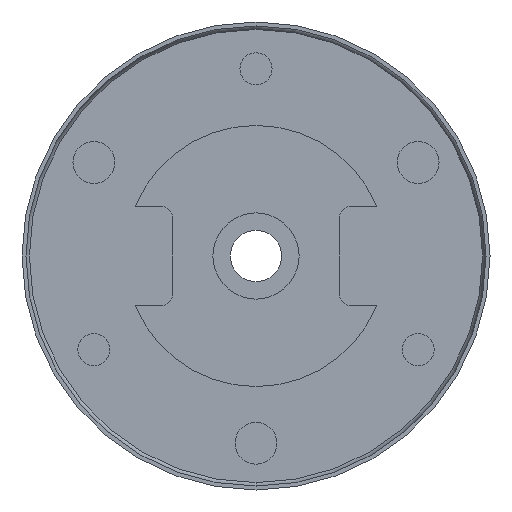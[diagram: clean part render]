
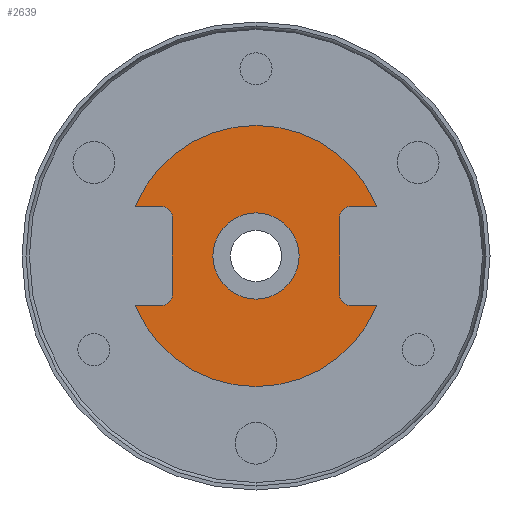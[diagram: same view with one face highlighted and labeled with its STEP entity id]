
A CAD part, front view. The second image highlights one B-rep face of the part: STEP entity #2639.
In plain terms, the highlighted planar face has unit normal (0, -1, 0).
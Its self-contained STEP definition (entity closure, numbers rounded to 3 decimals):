
#10 = AXIS2_PLACEMENT_3D ( 'NONE', #2428, #1909, #561 ) ;
#59 = CARTESIAN_POINT ( 'NONE',  ( 19., 1.5, -10. ) ) ;
#96 = CIRCLE ( 'NONE', #2912, 2. ) ;
#200 = EDGE_CURVE ( 'NONE', #3416, #2502, #3156, .T. ) ;
#223 = CARTESIAN_POINT ( 'NONE',  ( -19., 1.5, 10. ) ) ;
#225 = LINE ( 'NONE', #59, #1005 ) ;
#285 = DIRECTION ( 'NONE',  ( 1., 0., 0. ) ) ;
#287 = CARTESIAN_POINT ( 'NONE',  ( -24.541, 1.5, -10. ) ) ;
#295 = EDGE_LOOP ( 'NONE', ( #458, #3123, #2069, #3444, #1086, #572, #3419, #832, #2773, #945, #1741, #2787, #3460 ) ) ;
#320 = CIRCLE ( 'NONE', #10, 26.5 ) ;
#349 = DIRECTION ( 'NONE',  ( 0., 0., -1. ) ) ;
#359 = CARTESIAN_POINT ( 'NONE',  ( 0., 1.5, 8.75 ) ) ;
#429 = EDGE_CURVE ( 'NONE', #3468, #2954, #1975, .T. ) ;
#458 = ORIENTED_EDGE ( 'NONE', *, *, #2271, .T. ) ;
#467 = DIRECTION ( 'NONE',  ( 0., -1., 0. ) ) ;
#517 = CIRCLE ( 'NONE', #2644, 8.75 ) ;
#561 = DIRECTION ( 'NONE',  ( 0., 0., -1. ) ) ;
#570 = CARTESIAN_POINT ( 'NONE',  ( 19., 1.5, 10. ) ) ;
#572 = ORIENTED_EDGE ( 'NONE', *, *, #800, .T. ) ;
#574 = VERTEX_POINT ( 'NONE', #1589 ) ;
#651 = CARTESIAN_POINT ( 'NONE',  ( 24.541, 1.5, 10. ) ) ;
#705 = CARTESIAN_POINT ( 'NONE',  ( -24.541, 1.5, 10. ) ) ;
#711 = VERTEX_POINT ( 'NONE', #2982 ) ;
#770 = CARTESIAN_POINT ( 'NONE',  ( 19., 1.5, 10. ) ) ;
#788 = AXIS2_PLACEMENT_3D ( 'NONE', #3139, #467, #1769 ) ;
#800 = EDGE_CURVE ( 'NONE', #2502, #2857, #3285, .T. ) ;
#832 = ORIENTED_EDGE ( 'NONE', *, *, #1621, .T. ) ;
#885 = DIRECTION ( 'NONE',  ( 0., 0., -1. ) ) ;
#945 = ORIENTED_EDGE ( 'NONE', *, *, #3176, .T. ) ;
#964 = EDGE_CURVE ( 'NONE', #2954, #3468, #517, .T. ) ;
#1005 = VECTOR ( 'NONE', #1917, 1000. ) ;
#1012 = CIRCLE ( 'NONE', #2070, 26.5 ) ;
#1022 = DIRECTION ( 'NONE',  ( 0., 1., 0. ) ) ;
#1035 = DIRECTION ( 'NONE',  ( 0., 0., 1. ) ) ;
#1063 = CARTESIAN_POINT ( 'NONE',  ( -17., 1.5, 8. ) ) ;
#1086 = ORIENTED_EDGE ( 'NONE', *, *, #200, .T. ) ;
#1101 = ORIENTED_EDGE ( 'NONE', *, *, #429, .T. ) ;
#1103 = VECTOR ( 'NONE', #285, 1000. ) ;
#1137 = AXIS2_PLACEMENT_3D ( 'NONE', #2325, #1531, #3386 ) ;
#1152 = DIRECTION ( 'NONE',  ( 0., 0., -1. ) ) ;
#1160 = LINE ( 'NONE', #570, #1646 ) ;
#1173 = CARTESIAN_POINT ( 'NONE',  ( 0., 1.5, 0. ) ) ;
#1215 = LINE ( 'NONE', #287, #2424 ) ;
#1226 = VERTEX_POINT ( 'NONE', #1478 ) ;
#1337 = DIRECTION ( 'NONE',  ( 1., 0., 0. ) ) ;
#1348 = DIRECTION ( 'NONE',  ( 0., 0., -1. ) ) ;
#1383 = CARTESIAN_POINT ( 'NONE',  ( -24.541, 1.5, 10. ) ) ;
#1397 = EDGE_CURVE ( 'NONE', #2857, #2098, #1160, .T. ) ;
#1413 = CARTESIAN_POINT ( 'NONE',  ( 0., 1.5, 0. ) ) ;
#1478 = CARTESIAN_POINT ( 'NONE',  ( 24.541, 1.5, -10. ) ) ;
#1531 = DIRECTION ( 'NONE',  ( 0., 1., 0. ) ) ;
#1583 = DIRECTION ( 'NONE',  ( 0., 0., 1. ) ) ;
#1589 = CARTESIAN_POINT ( 'NONE',  ( 19., 1.5, -10. ) ) ;
#1595 = VECTOR ( 'NONE', #1583, 1000. ) ;
#1621 = EDGE_CURVE ( 'NONE', #2098, #3134, #1012, .T. ) ;
#1623 = CARTESIAN_POINT ( 'NONE',  ( 0., 1.5, -8.75 ) ) ;
#1646 = VECTOR ( 'NONE', #1337, 1000. ) ;
#1666 = CARTESIAN_POINT ( 'NONE',  ( 17., 1.5, 8. ) ) ;
#1675 = ORIENTED_EDGE ( 'NONE', *, *, #964, .T. ) ;
#1738 = CARTESIAN_POINT ( 'NONE',  ( -19., 1.5, -10. ) ) ;
#1741 = ORIENTED_EDGE ( 'NONE', *, *, #2335, .T. ) ;
#1750 = EDGE_CURVE ( 'NONE', #2955, #1226, #1787, .T. ) ;
#1769 = DIRECTION ( 'NONE',  ( 0., 0., -1. ) ) ;
#1773 = DIRECTION ( 'NONE',  ( 0., 1., 0. ) ) ;
#1779 = VERTEX_POINT ( 'NONE', #223 ) ;
#1787 = CIRCLE ( 'NONE', #3214, 26.5 ) ;
#1831 = CIRCLE ( 'NONE', #1137, 2. ) ;
#1909 = DIRECTION ( 'NONE',  ( 0., -1., 0. ) ) ;
#1917 = DIRECTION ( 'NONE',  ( -1., 0., 0. ) ) ;
#1967 = FACE_OUTER_BOUND ( 'NONE', #295, .T. ) ;
#1972 = LINE ( 'NONE', #2127, #2297 ) ;
#1975 = CIRCLE ( 'NONE', #2291, 8.75 ) ;
#2039 = PLANE ( 'NONE',  #788 ) ;
#2069 = ORIENTED_EDGE ( 'NONE', *, *, #2921, .T. ) ;
#2070 = AXIS2_PLACEMENT_3D ( 'NONE', #1413, #2716, #349 ) ;
#2079 = FACE_BOUND ( 'NONE', #2247, .T. ) ;
#2082 = VERTEX_POINT ( 'NONE', #1738 ) ;
#2098 = VERTEX_POINT ( 'NONE', #651 ) ;
#2127 = CARTESIAN_POINT ( 'NONE',  ( -17., 1.5, 8. ) ) ;
#2130 = CARTESIAN_POINT ( 'NONE',  ( 17., 1.5, -8. ) ) ;
#2179 = CARTESIAN_POINT ( 'NONE',  ( 0., 1.5, -26.5 ) ) ;
#2247 = EDGE_LOOP ( 'NONE', ( #1675, #1101 ) ) ;
#2271 = EDGE_CURVE ( 'NONE', #2469, #2955, #320, .T. ) ;
#2282 = EDGE_CURVE ( 'NONE', #3134, #1779, #2977, .T. ) ;
#2291 = AXIS2_PLACEMENT_3D ( 'NONE', #1173, #2481, #1152 ) ;
#2297 = VECTOR ( 'NONE', #1348, 1000. ) ;
#2324 = DIRECTION ( 'NONE',  ( 0., -1., 0. ) ) ;
#2325 = CARTESIAN_POINT ( 'NONE',  ( 19., 1.5, -8. ) ) ;
#2335 = EDGE_CURVE ( 'NONE', #2842, #711, #1972, .T. ) ;
#2412 = CARTESIAN_POINT ( 'NONE',  ( 17., 1.5, 8. ) ) ;
#2424 = VECTOR ( 'NONE', #2577, 1000. ) ;
#2428 = CARTESIAN_POINT ( 'NONE',  ( 0., 1.5, 0. ) ) ;
#2469 = VERTEX_POINT ( 'NONE', #3314 ) ;
#2475 = CARTESIAN_POINT ( 'NONE',  ( 0., 1.5, 0. ) ) ;
#2481 = DIRECTION ( 'NONE',  ( 0., 1., 0. ) ) ;
#2502 = VERTEX_POINT ( 'NONE', #1666 ) ;
#2577 = DIRECTION ( 'NONE',  ( -1., 0., 0. ) ) ;
#2604 = DIRECTION ( 'NONE',  ( 0., 0., -1. ) ) ;
#2613 = CARTESIAN_POINT ( 'NONE',  ( 0., 1.5, 0. ) ) ;
#2616 = CARTESIAN_POINT ( 'NONE',  ( -19., 1.5, 8. ) ) ;
#2639 = ADVANCED_FACE ( 'NONE', ( #1967, #2079 ), #2039, .T. ) ;
#2644 = AXIS2_PLACEMENT_3D ( 'NONE', #2475, #2722, #885 ) ;
#2716 = DIRECTION ( 'NONE',  ( 0., -1., 0. ) ) ;
#2722 = DIRECTION ( 'NONE',  ( 0., 1., 0. ) ) ;
#2773 = ORIENTED_EDGE ( 'NONE', *, *, #2282, .T. ) ;
#2779 = EDGE_CURVE ( 'NONE', #711, #2082, #3278, .T. ) ;
#2787 = ORIENTED_EDGE ( 'NONE', *, *, #2779, .T. ) ;
#2842 = VERTEX_POINT ( 'NONE', #1063 ) ;
#2857 = VERTEX_POINT ( 'NONE', #770 ) ;
#2910 = DIRECTION ( 'NONE',  ( 0., 0., 1. ) ) ;
#2912 = AXIS2_PLACEMENT_3D ( 'NONE', #2616, #1773, #3149 ) ;
#2921 = EDGE_CURVE ( 'NONE', #1226, #574, #225, .T. ) ;
#2954 = VERTEX_POINT ( 'NONE', #1623 ) ;
#2955 = VERTEX_POINT ( 'NONE', #2179 ) ;
#2977 = LINE ( 'NONE', #1383, #1103 ) ;
#2982 = CARTESIAN_POINT ( 'NONE',  ( -17., 1.5, -8. ) ) ;
#3109 = AXIS2_PLACEMENT_3D ( 'NONE', #3127, #1022, #1035 ) ;
#3123 = ORIENTED_EDGE ( 'NONE', *, *, #1750, .T. ) ;
#3127 = CARTESIAN_POINT ( 'NONE',  ( 19., 1.5, 8. ) ) ;
#3134 = VERTEX_POINT ( 'NONE', #705 ) ;
#3139 = CARTESIAN_POINT ( 'NONE',  ( 0., 1.5, 0. ) ) ;
#3149 = DIRECTION ( 'NONE',  ( 0., 0., -1. ) ) ;
#3156 = LINE ( 'NONE', #2412, #1595 ) ;
#3176 = EDGE_CURVE ( 'NONE', #1779, #2842, #96, .T. ) ;
#3189 = EDGE_CURVE ( 'NONE', #574, #3416, #1831, .T. ) ;
#3214 = AXIS2_PLACEMENT_3D ( 'NONE', #2613, #2324, #2604 ) ;
#3263 = AXIS2_PLACEMENT_3D ( 'NONE', #3474, #3435, #2910 ) ;
#3278 = CIRCLE ( 'NONE', #3263, 2. ) ;
#3285 = CIRCLE ( 'NONE', #3109, 2. ) ;
#3314 = CARTESIAN_POINT ( 'NONE',  ( -24.541, 1.5, -10. ) ) ;
#3386 = DIRECTION ( 'NONE',  ( 0., 0., -1. ) ) ;
#3416 = VERTEX_POINT ( 'NONE', #2130 ) ;
#3418 = EDGE_CURVE ( 'NONE', #2082, #2469, #1215, .T. ) ;
#3419 = ORIENTED_EDGE ( 'NONE', *, *, #1397, .T. ) ;
#3435 = DIRECTION ( 'NONE',  ( 0., 1., 0. ) ) ;
#3444 = ORIENTED_EDGE ( 'NONE', *, *, #3189, .T. ) ;
#3460 = ORIENTED_EDGE ( 'NONE', *, *, #3418, .T. ) ;
#3468 = VERTEX_POINT ( 'NONE', #359 ) ;
#3474 = CARTESIAN_POINT ( 'NONE',  ( -19., 1.5, -8. ) ) ;
